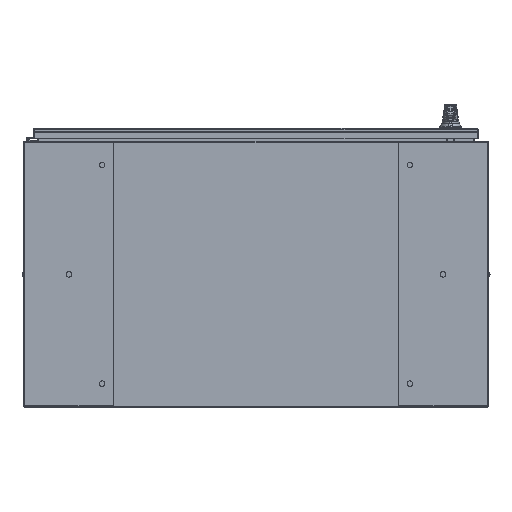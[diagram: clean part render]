
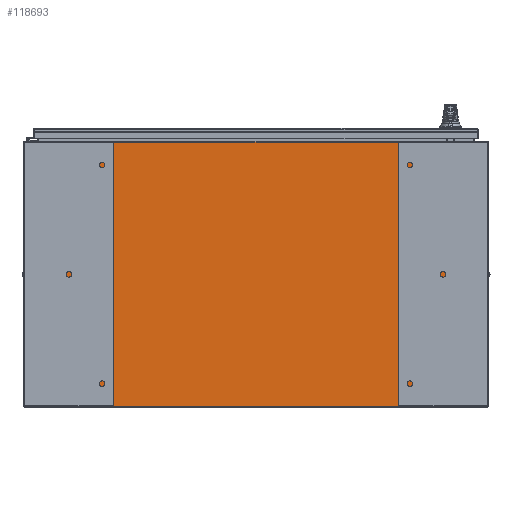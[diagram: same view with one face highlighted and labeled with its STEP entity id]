
A CAD part, front view. The second image highlights one B-rep face of the part: STEP entity #118693.
In plain terms, the highlighted face is planar.
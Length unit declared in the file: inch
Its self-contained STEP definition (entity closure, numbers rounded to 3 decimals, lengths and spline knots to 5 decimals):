
#3192 = DIRECTION ( 'NONE',  ( 0., 0., 1. ) ) ;
#3935 = AXIS2_PLACEMENT_3D ( 'NONE', #20185, #44302, #128269 ) ;
#4328 = EDGE_CURVE ( 'NONE', #74437, #127021, #85507, .T. ) ;
#4781 = EDGE_CURVE ( 'NONE', #88389, #11857, #51630, .T. ) ;
#10197 = CARTESIAN_POINT ( 'NONE',  ( 19.65588, 0., 11.87495 ) ) ;
#10738 = ORIENTED_EDGE ( 'NONE', *, *, #114950, .T. ) ;
#11857 = VERTEX_POINT ( 'NONE', #15061 ) ;
#13837 = CARTESIAN_POINT ( 'NONE',  ( -19.6372, 0., 11.87495 ) ) ;
#15061 = CARTESIAN_POINT ( 'NONE',  ( -20.9253, 0., -11.9253 ) ) ;
#15312 = CARTESIAN_POINT ( 'NONE',  ( 19.6372, 0., 0. ) ) ;
#17306 = CIRCLE ( 'NONE', #90742, 0.01867 ) ;
#19084 = CARTESIAN_POINT ( 'NONE',  ( -20.9253, 0., 11.9253 ) ) ;
#20185 = CARTESIAN_POINT ( 'NONE',  ( 0., 0., 0. ) ) ;
#22258 = DIRECTION ( 'NONE',  ( 0., 0., -1. ) ) ;
#23546 = CARTESIAN_POINT ( 'NONE',  ( 19.67455, 0., 11.9253 ) ) ;
#23814 = ORIENTED_EDGE ( 'NONE', *, *, #127941, .F. ) ;
#25502 = VECTOR ( 'NONE', #146343, 39.37008 ) ;
#26296 = EDGE_CURVE ( 'NONE', #47926, #140998, #39965, .T. ) ;
#26412 = CARTESIAN_POINT ( 'NONE',  ( -20.9253, 0., -11.9253 ) ) ;
#29250 = LINE ( 'NONE', #134339, #25502 ) ;
#31127 = CARTESIAN_POINT ( 'NONE',  ( -19.6372, 0., 11.9123 ) ) ;
#31784 = VECTOR ( 'NONE', #35578, 39.37008 ) ;
#34836 = LINE ( 'NONE', #19084, #123066 ) ;
#34901 = ORIENTED_EDGE ( 'NONE', *, *, #117548, .T. ) ;
#35578 = DIRECTION ( 'NONE',  ( 1., 0., 0. ) ) ;
#35983 = CARTESIAN_POINT ( 'NONE',  ( -19.67455, 0., 11.9253 ) ) ;
#38473 = CARTESIAN_POINT ( 'NONE',  ( -19.6372, 0., 11.9123 ) ) ;
#39965 = LINE ( 'NONE', #38473, #131968 ) ;
#39995 = LINE ( 'NONE', #15312, #100034 ) ;
#40141 = EDGE_CURVE ( 'NONE', #42457, #100498, #97994, .T. ) ;
#40587 = CARTESIAN_POINT ( 'NONE',  ( 19.6372, 0., 11.87495 ) ) ;
#41261 = EDGE_CURVE ( 'NONE', #11857, #64013, #69768, .T. ) ;
#41450 = CARTESIAN_POINT ( 'NONE',  ( 19.67455, 0., 0. ) ) ;
#42457 = VERTEX_POINT ( 'NONE', #94684 ) ;
#44302 = DIRECTION ( 'NONE',  ( 0., -1., 0. ) ) ;
#47926 = VERTEX_POINT ( 'NONE', #31127 ) ;
#51335 = DIRECTION ( 'NONE',  ( 0., 1., 0. ) ) ;
#51630 = LINE ( 'NONE', #26412, #107903 ) ;
#53965 = DIRECTION ( 'NONE',  ( 0., 0., -1. ) ) ;
#54718 = EDGE_CURVE ( 'NONE', #127021, #112611, #110205, .T. ) ;
#56177 = CARTESIAN_POINT ( 'NONE',  ( 20.9253, 0., 11.9253 ) ) ;
#64013 = VERTEX_POINT ( 'NONE', #103871 ) ;
#67890 = PLANE ( 'NONE',  #3935 ) ;
#68496 = VERTEX_POINT ( 'NONE', #141603 ) ;
#69637 = ORIENTED_EDGE ( 'NONE', *, *, #91302, .F. ) ;
#69768 = LINE ( 'NONE', #120910, #129931 ) ;
#73717 = CARTESIAN_POINT ( 'NONE',  ( 19.67455, 0., 11.87495 ) ) ;
#74437 = VERTEX_POINT ( 'NONE', #23546 ) ;
#77761 = VERTEX_POINT ( 'NONE', #13837 ) ;
#82640 = CARTESIAN_POINT ( 'NONE',  ( 20.9253, 0., -11.9253 ) ) ;
#85507 = LINE ( 'NONE', #41450, #145539 ) ;
#85703 = LINE ( 'NONE', #56177, #113856 ) ;
#86660 = AXIS2_PLACEMENT_3D ( 'NONE', #10197, #94175, #22258 ) ;
#87881 = ORIENTED_EDGE ( 'NONE', *, *, #4328, .F. ) ;
#88389 = VERTEX_POINT ( 'NONE', #82640 ) ;
#90742 = AXIS2_PLACEMENT_3D ( 'NONE', #123191, #51335, #135310 ) ;
#91302 = EDGE_CURVE ( 'NONE', #112611, #140998, #39995, .T. ) ;
#91784 = ORIENTED_EDGE ( 'NONE', *, *, #137311, .F. ) ;
#92010 = ORIENTED_EDGE ( 'NONE', *, *, #143429, .T. ) ;
#94175 = DIRECTION ( 'NONE',  ( 0., 1., 0. ) ) ;
#94684 = CARTESIAN_POINT ( 'NONE',  ( -19.67455, 0., 11.87495 ) ) ;
#97315 = DIRECTION ( 'NONE',  ( 0., 0., 1. ) ) ;
#97994 = LINE ( 'NONE', #122962, #126134 ) ;
#100034 = VECTOR ( 'NONE', #3192, 39.37008 ) ;
#100498 = VERTEX_POINT ( 'NONE', #35983 ) ;
#103871 = CARTESIAN_POINT ( 'NONE',  ( -20.9253, 0., 11.9253 ) ) ;
#107455 = CARTESIAN_POINT ( 'NONE',  ( -20.9253, 0., 11.9253 ) ) ;
#107903 = VECTOR ( 'NONE', #122667, 39.37008 ) ;
#110205 = CIRCLE ( 'NONE', #86660, 0.01867 ) ;
#112611 = VERTEX_POINT ( 'NONE', #40587 ) ;
#113856 = VECTOR ( 'NONE', #116034, 39.37008 ) ;
#114950 = EDGE_CURVE ( 'NONE', #64013, #100498, #127536, .T. ) ;
#116034 = DIRECTION ( 'NONE',  ( 0., 0., -1. ) ) ;
#117548 = EDGE_CURVE ( 'NONE', #68496, #88389, #85703, .T. ) ;
#118534 = CARTESIAN_POINT ( 'NONE',  ( 19.6372, 0., 11.9123 ) ) ;
#118693 = ADVANCED_FACE ( 'NONE', ( #147365 ), #67890, .F. ) ;
#120378 = EDGE_LOOP ( 'NONE', ( #150011, #91784, #23814, #138945, #69637, #149937, #87881, #92010, #34901, #148295, #149987, #10738 ) ) ;
#120910 = CARTESIAN_POINT ( 'NONE',  ( -20.9253, 0., 11.9253 ) ) ;
#122667 = DIRECTION ( 'NONE',  ( -1., 0., 0. ) ) ;
#122962 = CARTESIAN_POINT ( 'NONE',  ( -19.67455, 0., 0. ) ) ;
#123066 = VECTOR ( 'NONE', #126593, 39.37008 ) ;
#123191 = CARTESIAN_POINT ( 'NONE',  ( -19.65587, 0., 11.87495 ) ) ;
#126134 = VECTOR ( 'NONE', #135087, 39.37008 ) ;
#126593 = DIRECTION ( 'NONE',  ( 1., 0., 0. ) ) ;
#127021 = VERTEX_POINT ( 'NONE', #73717 ) ;
#127536 = LINE ( 'NONE', #107455, #31784 ) ;
#127941 = EDGE_CURVE ( 'NONE', #47926, #77761, #29250, .T. ) ;
#128269 = DIRECTION ( 'NONE',  ( 0., 0., -1. ) ) ;
#129931 = VECTOR ( 'NONE', #97315, 39.37008 ) ;
#131968 = VECTOR ( 'NONE', #146523, 39.37008 ) ;
#134339 = CARTESIAN_POINT ( 'NONE',  ( -19.6372, 0., 0. ) ) ;
#135087 = DIRECTION ( 'NONE',  ( 0., 0., 1. ) ) ;
#135310 = DIRECTION ( 'NONE',  ( 0., 0., -1. ) ) ;
#137311 = EDGE_CURVE ( 'NONE', #77761, #42457, #17306, .T. ) ;
#138945 = ORIENTED_EDGE ( 'NONE', *, *, #26296, .T. ) ;
#140998 = VERTEX_POINT ( 'NONE', #118534 ) ;
#141603 = CARTESIAN_POINT ( 'NONE',  ( 20.9253, 0., 11.9253 ) ) ;
#143429 = EDGE_CURVE ( 'NONE', #74437, #68496, #34836, .T. ) ;
#145539 = VECTOR ( 'NONE', #53965, 39.37008 ) ;
#146343 = DIRECTION ( 'NONE',  ( 0., 0., -1. ) ) ;
#146523 = DIRECTION ( 'NONE',  ( 1., 0., 0. ) ) ;
#147365 = FACE_OUTER_BOUND ( 'NONE', #120378, .T. ) ;
#148295 = ORIENTED_EDGE ( 'NONE', *, *, #4781, .T. ) ;
#149937 = ORIENTED_EDGE ( 'NONE', *, *, #54718, .F. ) ;
#149987 = ORIENTED_EDGE ( 'NONE', *, *, #41261, .T. ) ;
#150011 = ORIENTED_EDGE ( 'NONE', *, *, #40141, .F. ) ;
